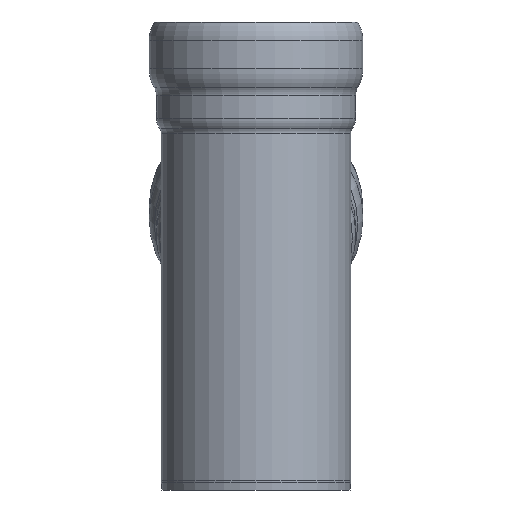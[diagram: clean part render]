
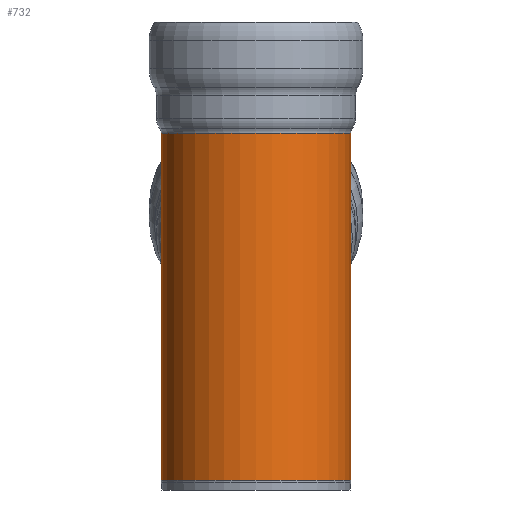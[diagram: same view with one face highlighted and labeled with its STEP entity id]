
A CAD part, left-side view. The second image highlights one B-rep face of the part: STEP entity #732.
In plain terms, the highlighted cylindrical face has radius 1095 mm (diameter 2190 mm), a full revolution.
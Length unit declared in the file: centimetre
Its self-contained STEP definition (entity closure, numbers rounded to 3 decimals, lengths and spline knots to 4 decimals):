
#22=CYLINDRICAL_SURFACE('',#798,109.5);
#71=CIRCLE('',#796,109.5);
#72=CIRCLE('',#797,109.5);
#73=CIRCLE('',#799,109.5);
#74=CIRCLE('',#800,109.5);
#152=FACE_OUTER_BOUND('',#196,.T.);
#196=EDGE_LOOP('',(#518,#519,#520,#521,#522,#523,#524,#525,#526,#527,#528,
#529));
#238=LINE('',#1273,#258);
#239=LINE('',#1275,#259);
#258=VECTOR('',#976,109.5);
#259=VECTOR('',#977,109.5);
#274=ELLIPSE('',#772,133.6748,109.5);
#277=ELLIPSE('',#775,133.6748,109.5);
#278=ELLIPSE('',#777,190.9074,109.5);
#281=ELLIPSE('',#780,190.9074,109.5);
#288=VERTEX_POINT('',#1224);
#289=VERTEX_POINT('',#1225);
#293=VERTEX_POINT('',#1233);
#294=VERTEX_POINT('',#1237);
#304=VERTEX_POINT('',#1267);
#305=VERTEX_POINT('',#1269);
#306=VERTEX_POINT('',#1274);
#307=VERTEX_POINT('',#1276);
#364=EDGE_CURVE('',#288,#289,#274,.T.);
#369=EDGE_CURVE('',#289,#293,#277,.T.);
#370=EDGE_CURVE('',#293,#294,#278,.T.);
#373=EDGE_CURVE('',#294,#288,#281,.T.);
#386=EDGE_CURVE('',#304,#305,#71,.T.);
#387=EDGE_CURVE('',#305,#304,#72,.T.);
#388=EDGE_CURVE('',#305,#289,#238,.T.);
#389=EDGE_CURVE('',#294,#306,#239,.T.);
#390=EDGE_CURVE('',#306,#307,#73,.T.);
#391=EDGE_CURVE('',#307,#306,#74,.T.);
#518=ORIENTED_EDGE('',*,*,#386,.F.);
#519=ORIENTED_EDGE('',*,*,#387,.F.);
#520=ORIENTED_EDGE('',*,*,#388,.T.);
#521=ORIENTED_EDGE('',*,*,#369,.T.);
#522=ORIENTED_EDGE('',*,*,#370,.T.);
#523=ORIENTED_EDGE('',*,*,#389,.T.);
#524=ORIENTED_EDGE('',*,*,#390,.T.);
#525=ORIENTED_EDGE('',*,*,#391,.T.);
#526=ORIENTED_EDGE('',*,*,#389,.F.);
#527=ORIENTED_EDGE('',*,*,#373,.T.);
#528=ORIENTED_EDGE('',*,*,#364,.T.);
#529=ORIENTED_EDGE('',*,*,#388,.F.);
#732=ADVANCED_FACE('',(#152),#22,.T.);
#772=AXIS2_PLACEMENT_3D('',#1226,#918,#919);
#775=AXIS2_PLACEMENT_3D('',#1235,#926,#927);
#777=AXIS2_PLACEMENT_3D('',#1238,#930,#931);
#780=AXIS2_PLACEMENT_3D('',#1242,#936,#937);
#796=AXIS2_PLACEMENT_3D('',#1270,#970,#971);
#797=AXIS2_PLACEMENT_3D('',#1271,#972,#973);
#798=AXIS2_PLACEMENT_3D('',#1272,#974,#975);
#799=AXIS2_PLACEMENT_3D('',#1277,#978,#979);
#800=AXIS2_PLACEMENT_3D('',#1278,#980,#981);
#918=DIRECTION('center_axis',(-0.574,0.,
-0.819));
#919=DIRECTION('ref_axis',(-0.819,0.,0.574));
#926=DIRECTION('center_axis',(-0.574,0.,
-0.819));
#927=DIRECTION('ref_axis',(-0.819,0.,0.574));
#930=DIRECTION('center_axis',(-0.819,0.,0.574));
#931=DIRECTION('ref_axis',(-0.574,0.,-0.819));
#936=DIRECTION('center_axis',(-0.819,0.,0.574));
#937=DIRECTION('ref_axis',(-0.574,0.,-0.819));
#970=DIRECTION('center_axis',(0.,0.,-1.));
#971=DIRECTION('ref_axis',(1.,0.,0.));
#972=DIRECTION('center_axis',(0.,0.,-1.));
#973=DIRECTION('ref_axis',(1.,0.,0.));
#974=DIRECTION('center_axis',(0.,0.,-1.));
#975=DIRECTION('ref_axis',(-1.,0.,0.));
#976=DIRECTION('',(0.,0.,1.));
#977=DIRECTION('',(0.,0.,1.));
#978=DIRECTION('center_axis',(0.,0.,-1.));
#979=DIRECTION('ref_axis',(1.,0.,0.));
#980=DIRECTION('center_axis',(0.,0.,-1.));
#981=DIRECTION('ref_axis',(1.,0.,0.));
#1224=CARTESIAN_POINT('',(1430.5217,342.3653,220.));
#1225=CARTESIAN_POINT('',(1540.0217,232.8653,143.3273));
#1226=CARTESIAN_POINT('Origin',(1430.5217,232.8653,220.));
#1233=CARTESIAN_POINT('',(1430.5217,123.3653,220.));
#1235=CARTESIAN_POINT('Origin',(1430.5217,232.8653,220.));
#1237=CARTESIAN_POINT('',(1540.0217,232.8653,376.3822));
#1238=CARTESIAN_POINT('Origin',(1430.5217,232.8653,220.));
#1242=CARTESIAN_POINT('Origin',(1430.5217,232.8653,220.));
#1267=CARTESIAN_POINT('',(1430.5217,123.3653,10.9998));
#1269=CARTESIAN_POINT('',(1540.0217,232.8653,10.9998));
#1270=CARTESIAN_POINT('Origin',(1430.5217,232.8653,10.9998));
#1271=CARTESIAN_POINT('Origin',(1430.5217,232.8653,10.9998));
#1272=CARTESIAN_POINT('Origin',(1430.5217,232.8653,210.8499));
#1273=CARTESIAN_POINT('',(1540.0217,232.8653,210.8499));
#1274=CARTESIAN_POINT('',(1540.0217,232.8653,411.6999));
#1275=CARTESIAN_POINT('',(1540.0217,232.8653,210.8499));
#1276=CARTESIAN_POINT('',(1430.5217,123.3653,411.6999));
#1277=CARTESIAN_POINT('Origin',(1430.5217,232.8653,411.6999));
#1278=CARTESIAN_POINT('Origin',(1430.5217,232.8653,411.6999));
